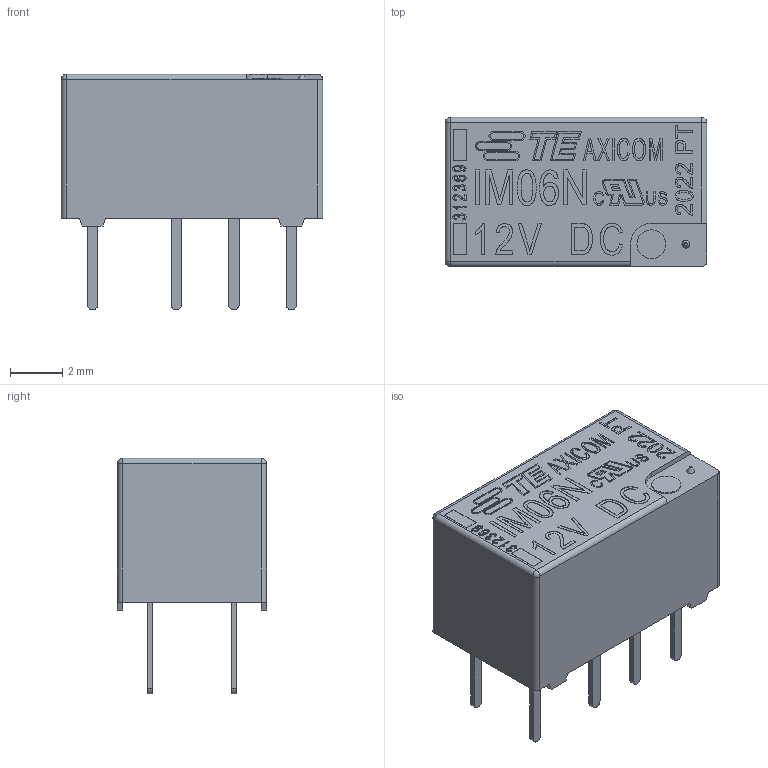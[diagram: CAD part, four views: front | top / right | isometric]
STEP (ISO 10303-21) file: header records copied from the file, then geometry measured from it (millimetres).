
FILE_DESCRIPTION(('STEP AP214'), '1');
FILE_NAME('IM06N Relay (TE Connectivity)', '', ('UNSPECIFIED'), ('UNSPECIFIED'), 'ASCON STEP Converter 1.6', 'ASCON Math Kernel', '');
FILE_SCHEMA(('AUTOMOTIVE_DESIGN { 1 0 10303 214 3 1 1}'));
Length unit declared in the file: millimetre
Bounding box: 10 x 5.7 x 9 mm (x, y, z)
Volume: 310.4 mm3; surface area: 322.7 mm2
Topology: 1 solids, 1 shells, 1537 faces, 4356 edges, 2881 vertices
Faces by surface type: plane 896, cylinder 633, sphere 7, cone 1
Full cylindrical faces by diameter (mm): 1.1 x1
Entity records: 62169 total; most frequent: CARTESIAN_POINT 8886, ORIENTED_EDGE 8694, DIRECTION 8583, EDGE_CURVE 4347, LINE 3107, VECTOR 3107, VERTEX_POINT 2881, AXIS2_PLACEMENT_3D 2738
